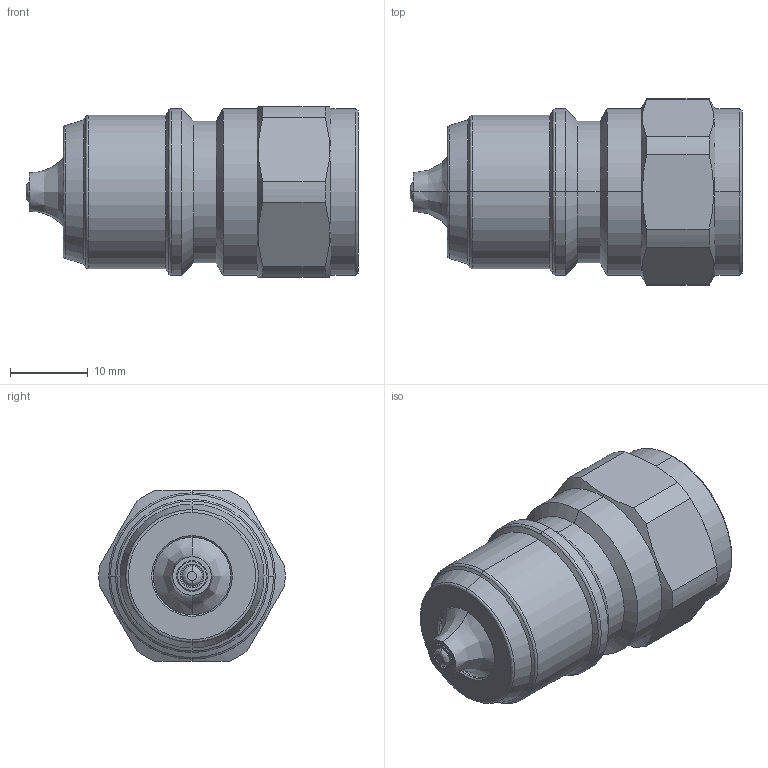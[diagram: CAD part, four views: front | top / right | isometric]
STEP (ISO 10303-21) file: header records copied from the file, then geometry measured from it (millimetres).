
FILE_DESCRIPTION (( 'STEP AP214' ), '1' );
FILE_NAME ('3821 V.STEP', '2015-09-03T14:03:31', ( 'admin' ), ( 'Microsoft' ), 'SwSTEP 2.0', 'SolidWorks 2009', '' );
FILE_SCHEMA (( 'AUTOMOTIVE_DESIGN' ));
Length unit declared in the file: millimetre
Products named in the file (1): 3821 V
Bounding box: 42.81 x 23.98 x 22 mm (x, y, z)
Volume: 10412.9 mm3; surface area: 4031.9 mm2
Topology: 1 solids, 1 shells, 71 faces, 158 edges, 94 vertices
Faces by surface type: cone 26, cylinder 22, plane 13, bspline 10
Entity records: 2304 total; most frequent: CARTESIAN_POINT 582, DIRECTION 346, ORIENTED_EDGE 316, EDGE_CURVE 158, AXIS2_PLACEMENT_3D 146, VERTEX_POINT 94, CIRCLE 84, EDGE_LOOP 76
